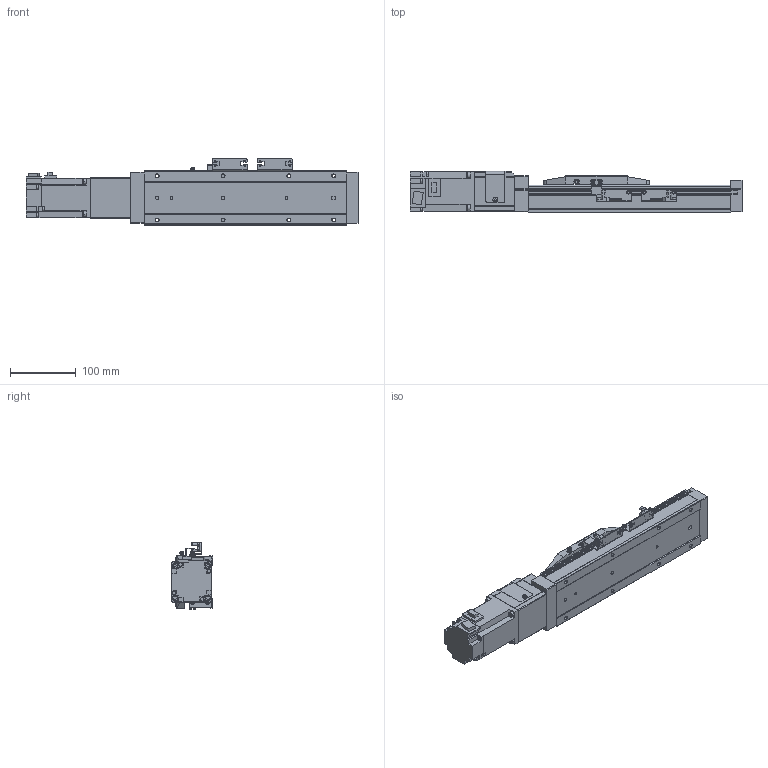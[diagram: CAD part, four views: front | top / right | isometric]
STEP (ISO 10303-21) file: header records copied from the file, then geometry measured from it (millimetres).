
FILE_DESCRIPTION (( 'STEP AP214' ), '1' );
FILE_NAME ('MLU80BC-14XLD-0100-XXXX.STEP', '2025-02-25T19:07:19', ( '' ), ( '' ), 'SwSTEP 2.0', 'SolidWorks 2022', '' );
FILE_SCHEMA (( 'AUTOMOTIVE_DESIGN' ));
Length unit declared in the file: millimetre
Products named in the file (12): MLU80-100-4; MLU80-100-1; MLU80-100CARRIAGE; MLU80-100-5; MLU80BC-14XLD-0100-XXXX; MLU80-100MOTOR; MLU80-100SENSORPLATE; MLU80BC-14XLD-0100-XXXX(2); MLU80-100FANGTOOTH; MLU80-100-3; MLU80-100-2; MLU80-100SENSOR
Assembly tree (13 placements, depth 3):
  MLU80BC-14XLD-0100-XXXX
    MLU80BC-14XLD-0100-XXXX(2)
      MLU80-100-1
      MLU80-100-2
      MLU80-100-3
      MLU80-100MOTOR
      MLU80-100-4
      MLU80-100FANGTOOTH
      MLU80-100CARRIAGE
      MLU80-100-5
      MLU80-100SENSORPLATE  x2
      MLU80-100SENSOR  x2
Bounding box: 504.3 x 62.5 x 101 mm (x, y, z)
Volume: 1704788.3 mm3; surface area: 232777.8 mm2
Topology: 12 solids, 12 shells, 1037 faces, 2632 edges, 1726 vertices
Faces by surface type: plane 598, cylinder 353, cone 48, torus 38
Entity records: 27828 total; most frequent: CARTESIAN_POINT 5071, DIRECTION 4736, ORIENTED_EDGE 4544, EDGE_CURVE 2272, AXIS2_PLACEMENT_3D 1595, VECTOR 1546, LINE 1546, VERTEX_POINT 1490
